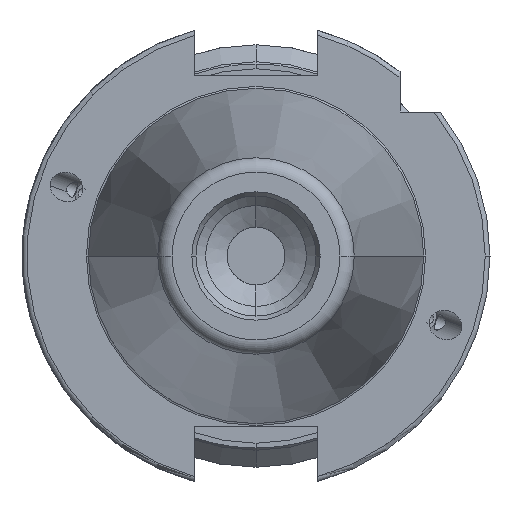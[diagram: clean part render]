
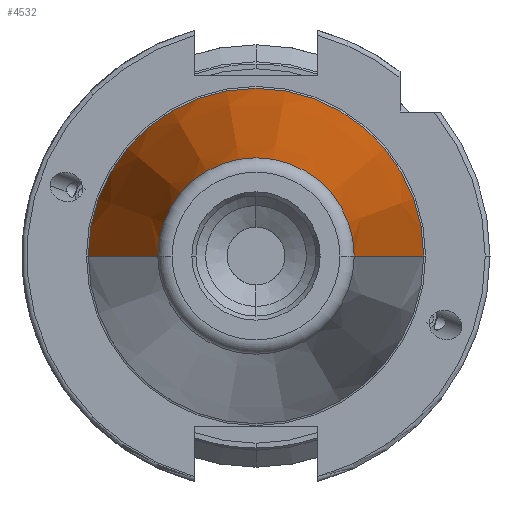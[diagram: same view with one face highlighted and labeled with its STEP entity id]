
A CAD part, left-side view. The second image highlights one B-rep face of the part: STEP entity #4532.
In plain terms, the highlighted conical face has half-angle 8.297 degrees and reference radius 34.925 mm.
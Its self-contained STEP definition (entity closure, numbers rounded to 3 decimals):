
#19 = VERTEX_POINT ( 'NONE', #604 ) ;
#201 = CONICAL_SURFACE ( 'NONE', #2662, 34.925, 0.145 ) ;
#432 = DIRECTION ( 'NONE',  ( 0., -1., 0. ) ) ;
#473 = FACE_OUTER_BOUND ( 'NONE', #4988, .T. ) ;
#604 = CARTESIAN_POINT ( 'NONE',  ( 0., -34.925, 0. ) ) ;
#872 = CARTESIAN_POINT ( 'NONE',  ( 0., 0., 0. ) ) ;
#1119 = DIRECTION ( 'NONE',  ( 0.99, -0.144, 0. ) ) ;
#1374 = CARTESIAN_POINT ( 'NONE',  ( 0., 34.925, 0. ) ) ;
#2261 = DIRECTION ( 'NONE',  ( 0.99, 0.144, 0. ) ) ;
#2662 = AXIS2_PLACEMENT_3D ( 'NONE', #872, #11459, #7935 ) ;
#2886 = CARTESIAN_POINT ( 'NONE',  ( 0., -34.925, 0. ) ) ;
#2918 = ORIENTED_EDGE ( 'NONE', *, *, #4247, .T. ) ;
#3121 = CARTESIAN_POINT ( 'NONE',  ( 0., 0., 0. ) ) ;
#3896 = EDGE_CURVE ( 'NONE', #19, #8522, #10435, .T. ) ;
#4003 = DIRECTION ( 'NONE',  ( 0., -1., 0. ) ) ;
#4247 = EDGE_CURVE ( 'NONE', #10047, #19, #9738, .T. ) ;
#4291 = CARTESIAN_POINT ( 'NONE',  ( -99.183, 20.461, 0. ) ) ;
#4532 = ADVANCED_FACE ( 'NONE', ( #473 ), #201, .T. ) ;
#4736 = VECTOR ( 'NONE', #1119, 1000. ) ;
#4988 = EDGE_LOOP ( 'NONE', ( #5582, #2918, #11005, #10906 ) ) ;
#5582 = ORIENTED_EDGE ( 'NONE', *, *, #10375, .F. ) ;
#5701 = DIRECTION ( 'NONE',  ( -1., 0., 0. ) ) ;
#7512 = VERTEX_POINT ( 'NONE', #4291 ) ;
#7515 = CIRCLE ( 'NONE', #9366, 20.461 ) ;
#7935 = DIRECTION ( 'NONE',  ( 0., 1., 0. ) ) ;
#8131 = LINE ( 'NONE', #1374, #9949 ) ;
#8522 = VERTEX_POINT ( 'NONE', #11432 ) ;
#8770 = CARTESIAN_POINT ( 'NONE',  ( -99.183, -20.461, 0. ) ) ;
#9318 = DIRECTION ( 'NONE',  ( -1., 0., 0. ) ) ;
#9366 = AXIS2_PLACEMENT_3D ( 'NONE', #10991, #5701, #432 ) ;
#9479 = EDGE_CURVE ( 'NONE', #7512, #8522, #8131, .T. ) ;
#9738 = LINE ( 'NONE', #2886, #4736 ) ;
#9949 = VECTOR ( 'NONE', #2261, 1000. ) ;
#10047 = VERTEX_POINT ( 'NONE', #8770 ) ;
#10375 = EDGE_CURVE ( 'NONE', #10047, #7512, #7515, .T. ) ;
#10435 = CIRCLE ( 'NONE', #10688, 34.925 ) ;
#10688 = AXIS2_PLACEMENT_3D ( 'NONE', #3121, #9318, #4003 ) ;
#10906 = ORIENTED_EDGE ( 'NONE', *, *, #9479, .F. ) ;
#10991 = CARTESIAN_POINT ( 'NONE',  ( -99.183, 0., 0. ) ) ;
#11005 = ORIENTED_EDGE ( 'NONE', *, *, #3896, .T. ) ;
#11432 = CARTESIAN_POINT ( 'NONE',  ( 0., 34.925, 0. ) ) ;
#11459 = DIRECTION ( 'NONE',  ( 1., 0., 0. ) ) ;
